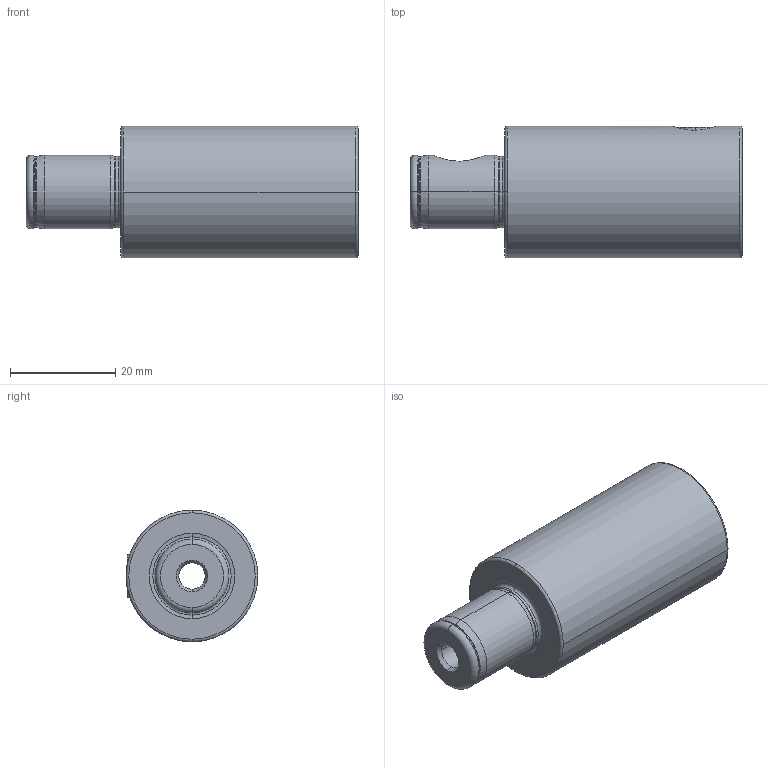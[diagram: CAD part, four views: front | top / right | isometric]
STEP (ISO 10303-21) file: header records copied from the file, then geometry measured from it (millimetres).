
FILE_DESCRIPTION (( 'STEP AP214' ), '1' );
FILE_NAME ('WH2-WH2.001.045.STEP', '2015-09-25T12:18:05', ( 'SWIAdmin' ), ( 'Hewlett-Packard Company' ), 'SwSTEP 2.0', 'SolidWorks 2015', '' );
FILE_SCHEMA (( 'AUTOMOTIVE_DESIGN' ));
Length unit declared in the file: millimetre
Products named in the file (3): WH2-ER1.001.008_A; WH2-WH2.001.045_A; WH2-WH2.001.045
Assembly tree (2 placements, depth 2):
  WH2-WH2.001.045
    WH2-WH2.001.045_A
    WH2-ER1.001.008_A
Bounding box: 63 x 25 x 25 mm (x, y, z)
Volume: 20936.6 mm3; surface area: 7125.2 mm2
Topology: 2 solids, 2 shells, 71 faces, 159 edges, 92 vertices
Faces by surface type: torus 22, cone 18, cylinder 16, plane 13, bspline 2
Entity records: 2536 total; most frequent: CARTESIAN_POINT 792, DIRECTION 379, ORIENTED_EDGE 318, AXIS2_PLACEMENT_3D 162, EDGE_CURVE 159, VERTEX_POINT 92, CIRCLE 88, EDGE_LOOP 77
